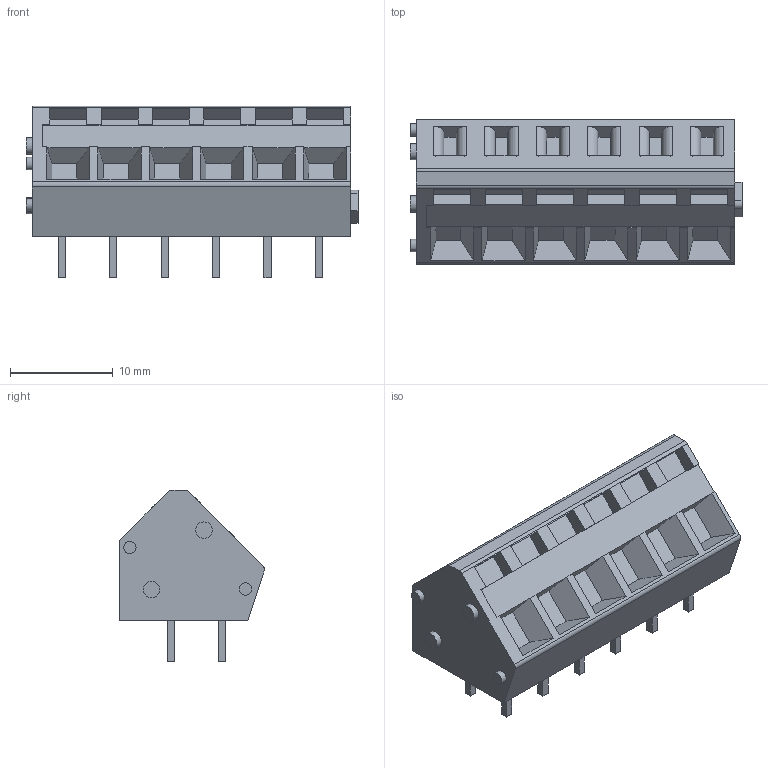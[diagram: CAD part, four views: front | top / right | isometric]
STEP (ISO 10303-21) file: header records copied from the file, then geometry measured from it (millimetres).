
FILE_DESCRIPTION(/* description */ (''),/* implementation_level */ '2;1');
FILE_NAME(/* name */ 'WAGO_236-406.stp',/* time_stamp */ '2015-07-20T15:19:56+02:00',/* author */ ('bcivel'),/* organization */ (''),/* preprocessor_version */ 'ST-DEVELOPER v15.5',/* originating_system */ 'AutoCAD Mechanical',/* authorisation */ '');
FILE_SCHEMA (('AUTOMOTIVE_DESIGN { 1 0 10303 214 3 1 1 }'));
Length unit declared in the file: millimetre
Products named in the file (1): Product
Bounding box: 32.3 x 14.09 x 16.71 mm (x, y, z)
Volume: 3913.7 mm3; surface area: 2130.1 mm2
Topology: 13 solids, 13 shells, 215 faces, 510 edges, 332 vertices
Faces by surface type: plane 195, cylinder 20
Full cylindrical faces by diameter (mm): 1.2 x2, 1.6 x2
Entity records: 6079 total; most frequent: CARTESIAN_POINT 1054, ORIENTED_EDGE 1012, DIRECTION 978, EDGE_CURVE 506, LINE 466, VECTOR 466, VERTEX_POINT 332, AXIS2_PLACEMENT_3D 256
